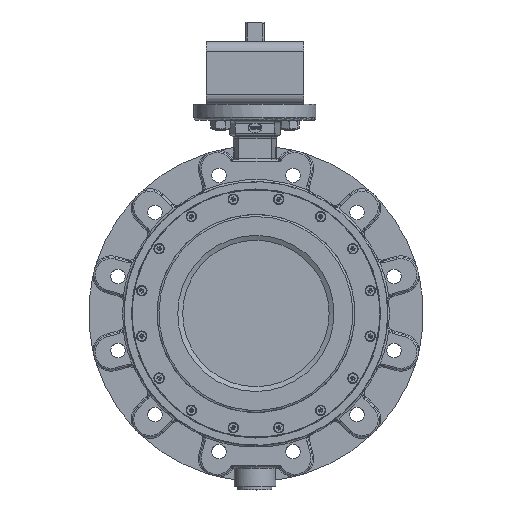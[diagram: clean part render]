
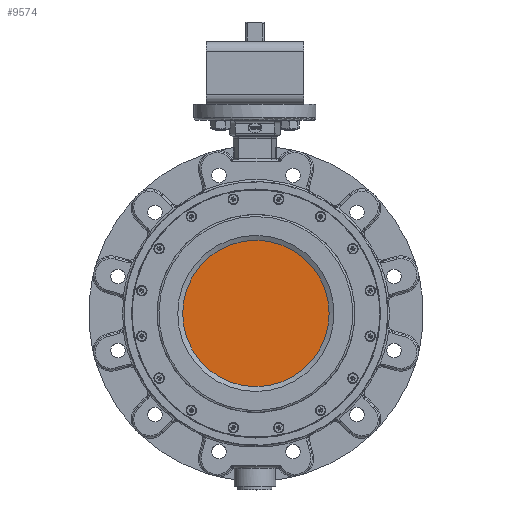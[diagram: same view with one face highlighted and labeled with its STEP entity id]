
A CAD part, top view. The second image highlights one B-rep face of the part: STEP entity #9574.
In plain terms, the highlighted planar face has unit normal (-0.005, 0, 1).
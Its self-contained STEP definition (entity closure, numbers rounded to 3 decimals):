
#9554=CARTESIAN_POINT('',(-105.174,0.,36.004));
#9555=VERTEX_POINT('',#9554);
#9556=CARTESIAN_POINT('',(-0.175,0.,36.507));
#9557=DIRECTION('',(-0.005,0.,1.));
#9558=DIRECTION('',(-1.,0.,-0.005));
#9559=AXIS2_PLACEMENT_3D('',#9556,#9557,#9558);
#9560=CIRCLE('',#9559,105.);
#9561=EDGE_CURVE('',#9555,#9555,#9560,.T.);
#9566=CARTESIAN_POINT('',(-52.674,0.,36.255));
#9567=DIRECTION('',(0.005,0.,-1.));
#9568=DIRECTION('',(0.0,-1.0,0.0));
#9569=AXIS2_PLACEMENT_3D('',#9566,#9567,#9568);
#9570=PLANE('',#9569);
#9571=ORIENTED_EDGE('',*,*,#9561,.T.);
#9572=EDGE_LOOP('',(#9571));
#9573=FACE_OUTER_BOUND('',#9572,.T.);
#9574=ADVANCED_FACE('',(#9573),#9570,.F.);
